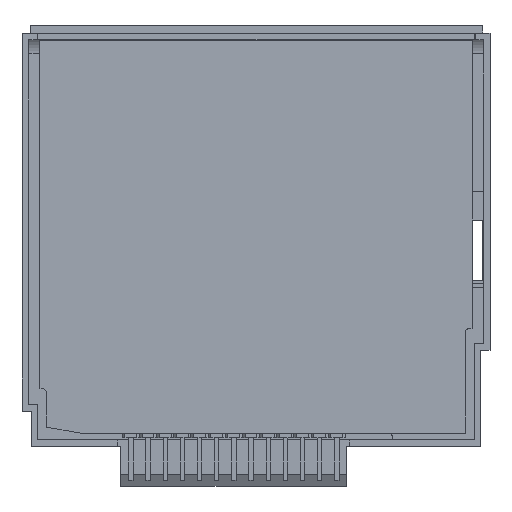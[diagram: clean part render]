
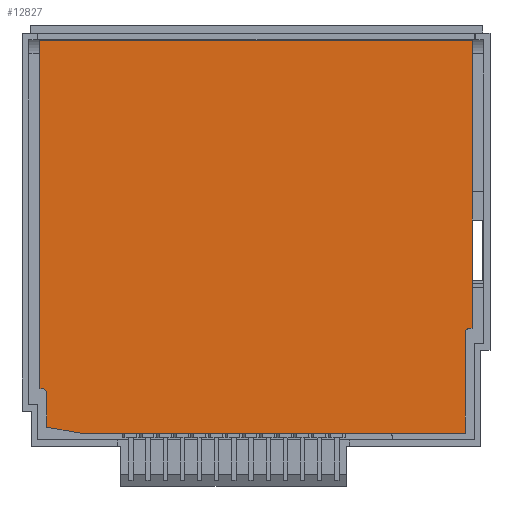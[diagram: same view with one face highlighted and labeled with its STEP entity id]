
A CAD part, front view. The second image highlights one B-rep face of the part: STEP entity #12827.
In plain terms, the highlighted planar face has unit normal (0, -1, 0).
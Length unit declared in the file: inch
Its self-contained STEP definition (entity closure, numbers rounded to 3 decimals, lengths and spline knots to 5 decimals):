
#73 = LINE ( 'NONE', #13793, #12756 ) ;
#474 = CARTESIAN_POINT ( 'NONE',  ( -1.2589, 0.11811, -0.08583 ) ) ;
#562 = DIRECTION ( 'NONE',  ( 0., 0., 1. ) ) ;
#624 = ORIENTED_EDGE ( 'NONE', *, *, #4436, .F. ) ;
#654 = ORIENTED_EDGE ( 'NONE', *, *, #10189, .F. ) ;
#699 = EDGE_CURVE ( 'NONE', #1695, #13394, #14529, .T. ) ;
#703 = DIRECTION ( 'NONE',  ( -0.984, 0., 0.177 ) ) ;
#802 = CARTESIAN_POINT ( 'NONE',  ( -1.0239, 0.11811, -2.37083 ) ) ;
#945 = CARTESIAN_POINT ( 'NONE',  ( 1.2586, 0.11811, -1.75833 ) ) ;
#1039 = CARTESIAN_POINT ( 'NONE',  ( -1.2489, 0.11811, -2.11083 ) ) ;
#1316 = VERTEX_POINT ( 'NONE', #3572 ) ;
#1411 = CARTESIAN_POINT ( 'NONE',  ( 1.2486, 0.11811, -1.75833 ) ) ;
#1623 = CARTESIAN_POINT ( 'NONE',  ( 1.2186, 0.11811, -1.78833 ) ) ;
#1695 = VERTEX_POINT ( 'NONE', #14867 ) ;
#1780 = EDGE_CURVE ( 'NONE', #4936, #11777, #5171, .T. ) ;
#2167 = DIRECTION ( 'NONE',  ( -1., 0., 0. ) ) ;
#2407 = LINE ( 'NONE', #3981, #10110 ) ;
#2465 = ORIENTED_EDGE ( 'NONE', *, *, #14533, .F. ) ;
#2610 = VERTEX_POINT ( 'NONE', #1411 ) ;
#2742 = EDGE_CURVE ( 'NONE', #11252, #4936, #11200, .T. ) ;
#2836 = LINE ( 'NONE', #11583, #3745 ) ;
#2853 = ORIENTED_EDGE ( 'NONE', *, *, #14426, .F. ) ;
#2909 = FACE_OUTER_BOUND ( 'NONE', #3941, .T. ) ;
#3020 = DIRECTION ( 'NONE',  ( -1., 0., 0. ) ) ;
#3265 = DIRECTION ( 'NONE',  ( -1., 0., 0. ) ) ;
#3572 = CARTESIAN_POINT ( 'NONE',  ( -1.2489, 0.11811, -2.11083 ) ) ;
#3659 = ORIENTED_EDGE ( 'NONE', *, *, #2742, .F. ) ;
#3679 = DIRECTION ( 'NONE',  ( 0., 0., -1. ) ) ;
#3745 = VECTOR ( 'NONE', #11433, 39.37008 ) ;
#3769 = DIRECTION ( 'NONE',  ( 0., -1., 0. ) ) ;
#3941 = EDGE_LOOP ( 'NONE', ( #3659, #2853, #9278, #10513, #624, #11996, #13016, #2465, #12025, #654, #14662 ) ) ;
#3981 = CARTESIAN_POINT ( 'NONE',  ( 1.2186, 0.11811, -2.14083 ) ) ;
#4436 = EDGE_CURVE ( 'NONE', #5786, #1695, #13083, .T. ) ;
#4704 = CARTESIAN_POINT ( 'NONE',  ( -1.2489, 0.11811, -2.14083 ) ) ;
#4936 = VERTEX_POINT ( 'NONE', #474 ) ;
#5048 = DIRECTION ( 'NONE',  ( 0., 0., -1. ) ) ;
#5171 = LINE ( 'NONE', #8047, #5916 ) ;
#5189 = VECTOR ( 'NONE', #9447, 39.37008 ) ;
#5786 = VERTEX_POINT ( 'NONE', #12954 ) ;
#5795 = EDGE_CURVE ( 'NONE', #13394, #1316, #12741, .T. ) ;
#5899 = DIRECTION ( 'NONE',  ( 0., -1., 0. ) ) ;
#5916 = VECTOR ( 'NONE', #12614, 39.37008 ) ;
#6228 = EDGE_CURVE ( 'NONE', #12326, #2610, #73, .T. ) ;
#6381 = CIRCLE ( 'NONE', #11352, 0.03 ) ;
#6433 = VECTOR ( 'NONE', #562, 39.37008 ) ;
#7443 = CARTESIAN_POINT ( 'NONE',  ( 1.2186, 0.11811, -2.37083 ) ) ;
#8047 = CARTESIAN_POINT ( 'NONE',  ( -1.2489, 0.11811, -0.08583 ) ) ;
#8623 = VERTEX_POINT ( 'NONE', #7443 ) ;
#8832 = DIRECTION ( 'NONE',  ( 0., 0., -1. ) ) ;
#9278 = ORIENTED_EDGE ( 'NONE', *, *, #5795, .F. ) ;
#9447 = DIRECTION ( 'NONE',  ( 0., 0., 1. ) ) ;
#9537 = LINE ( 'NONE', #10056, #11899 ) ;
#10056 = CARTESIAN_POINT ( 'NONE',  ( -1.2489, 0.11811, -2.37083 ) ) ;
#10110 = VECTOR ( 'NONE', #8832, 39.37008 ) ;
#10181 = VECTOR ( 'NONE', #703, 39.37008 ) ;
#10189 = EDGE_CURVE ( 'NONE', #11777, #12326, #2836, .T. ) ;
#10338 = CARTESIAN_POINT ( 'NONE',  ( 1.2586, 0.11811, -0.08583 ) ) ;
#10513 = ORIENTED_EDGE ( 'NONE', *, *, #699, .F. ) ;
#10758 = CARTESIAN_POINT ( 'NONE',  ( 1.2486, 0.11811, -1.78833 ) ) ;
#11200 = LINE ( 'NONE', #14513, #6433 ) ;
#11252 = VERTEX_POINT ( 'NONE', #13349 ) ;
#11352 = AXIS2_PLACEMENT_3D ( 'NONE', #10758, #3769, #5048 ) ;
#11411 = CARTESIAN_POINT ( 'NONE',  ( -1.2489, 0.11811, -2.14083 ) ) ;
#11433 = DIRECTION ( 'NONE',  ( 0., 0., -1. ) ) ;
#11497 = VECTOR ( 'NONE', #12889, 39.37008 ) ;
#11558 = PLANE ( 'NONE',  #14749 ) ;
#11583 = CARTESIAN_POINT ( 'NONE',  ( 1.2586, 0.11811, -2.14083 ) ) ;
#11610 = DIRECTION ( 'NONE',  ( 0., 1., 0. ) ) ;
#11777 = VERTEX_POINT ( 'NONE', #10338 ) ;
#11899 = VECTOR ( 'NONE', #3020, 39.37008 ) ;
#11996 = ORIENTED_EDGE ( 'NONE', *, *, #12732, .F. ) ;
#12025 = ORIENTED_EDGE ( 'NONE', *, *, #6228, .F. ) ;
#12326 = VERTEX_POINT ( 'NONE', #945 ) ;
#12592 = VERTEX_POINT ( 'NONE', #1623 ) ;
#12614 = DIRECTION ( 'NONE',  ( 1., 0., 0. ) ) ;
#12732 = EDGE_CURVE ( 'NONE', #8623, #5786, #9537, .T. ) ;
#12741 = CIRCLE ( 'NONE', #13217, 0.03 ) ;
#12756 = VECTOR ( 'NONE', #2167, 39.37008 ) ;
#12827 = ADVANCED_FACE ( 'NONE', ( #2909 ), #11558, .F. ) ;
#12889 = DIRECTION ( 'NONE',  ( -1., 0., 0. ) ) ;
#12954 = CARTESIAN_POINT ( 'NONE',  ( -1.0239, 0.11811, -2.37083 ) ) ;
#13016 = ORIENTED_EDGE ( 'NONE', *, *, #13176, .F. ) ;
#13083 = LINE ( 'NONE', #802, #10181 ) ;
#13176 = EDGE_CURVE ( 'NONE', #12592, #8623, #2407, .T. ) ;
#13217 = AXIS2_PLACEMENT_3D ( 'NONE', #4704, #5899, #3679 ) ;
#13336 = LINE ( 'NONE', #1039, #11497 ) ;
#13349 = CARTESIAN_POINT ( 'NONE',  ( -1.2589, 0.11811, -2.11083 ) ) ;
#13394 = VERTEX_POINT ( 'NONE', #14355 ) ;
#13793 = CARTESIAN_POINT ( 'NONE',  ( -1.2489, 0.11811, -1.75833 ) ) ;
#14079 = CARTESIAN_POINT ( 'NONE',  ( -1.2189, 0.11811, -2.14083 ) ) ;
#14355 = CARTESIAN_POINT ( 'NONE',  ( -1.2189, 0.11811, -2.14083 ) ) ;
#14426 = EDGE_CURVE ( 'NONE', #1316, #11252, #13336, .T. ) ;
#14513 = CARTESIAN_POINT ( 'NONE',  ( -1.2589, 0.11811, -2.14083 ) ) ;
#14529 = LINE ( 'NONE', #14079, #5189 ) ;
#14533 = EDGE_CURVE ( 'NONE', #2610, #12592, #6381, .T. ) ;
#14662 = ORIENTED_EDGE ( 'NONE', *, *, #1780, .F. ) ;
#14749 = AXIS2_PLACEMENT_3D ( 'NONE', #11411, #11610, #3265 ) ;
#14867 = CARTESIAN_POINT ( 'NONE',  ( -1.2189, 0.11811, -2.33583 ) ) ;
